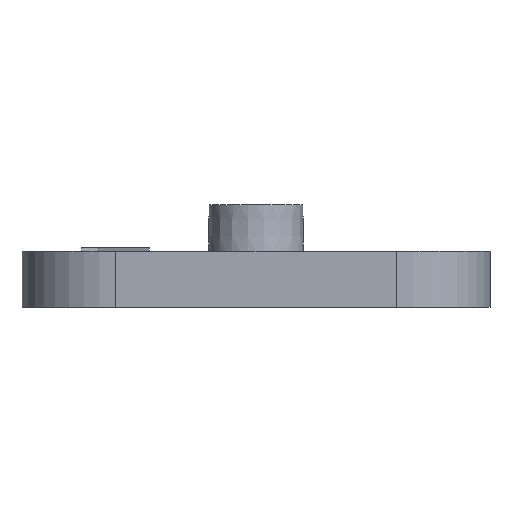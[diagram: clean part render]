
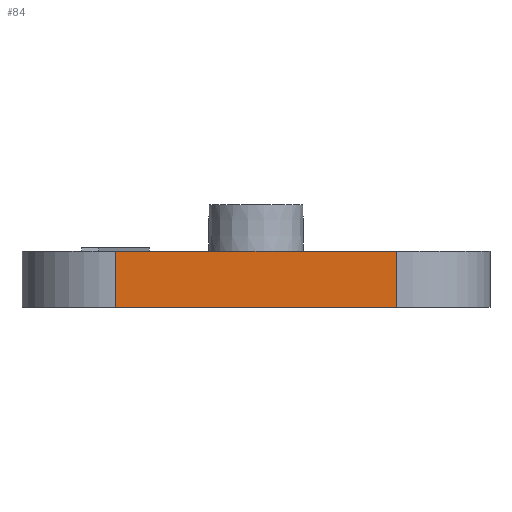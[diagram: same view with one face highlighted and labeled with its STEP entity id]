
A CAD part, left-side view. The second image highlights one B-rep face of the part: STEP entity #84.
In plain terms, the highlighted planar face has unit normal (-1, 0, 0).
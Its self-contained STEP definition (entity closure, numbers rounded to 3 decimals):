
#84 = ADVANCED_FACE( '', ( #164 ), #165, .T. );
#164 = FACE_OUTER_BOUND( '', #297, .T. );
#165 = PLANE( '', #298 );
#297 = EDGE_LOOP( '', ( #516, #517, #518, #519 ) );
#298 = AXIS2_PLACEMENT_3D( '', #520, #521, #522 );
#516 = ORIENTED_EDGE( '', *, *, #948, .F. );
#517 = ORIENTED_EDGE( '', *, *, #951, .F. );
#518 = ORIENTED_EDGE( '', *, *, #896, .T. );
#519 = ORIENTED_EDGE( '', *, *, #950, .T. );
#520 = CARTESIAN_POINT( '', ( -21., -7.5, 77.443 ) );
#521 = DIRECTION( '', ( -1., 0., 0. ) );
#522 = DIRECTION( '', ( 0., 1., 0. ) );
#896 = EDGE_CURVE( '', #1059, #1057, #1060, .T. );
#948 = EDGE_CURVE( '', #1154, #1156, #1157, .T. );
#950 = EDGE_CURVE( '', #1057, #1156, #1159, .T. );
#951 = EDGE_CURVE( '', #1059, #1154, #1160, .T. );
#1057 = VERTEX_POINT( '', #1317 );
#1059 = VERTEX_POINT( '', #1319 );
#1060 = LINE( '', #1320, #1321 );
#1154 = VERTEX_POINT( '', #1457 );
#1156 = VERTEX_POINT( '', #1459 );
#1157 = LINE( '', #1460, #1461 );
#1159 = LINE( '', #1463, #1464 );
#1160 = LINE( '', #1465, #1466 );
#1317 = CARTESIAN_POINT( '', ( -21., 7.5, 3. ) );
#1319 = CARTESIAN_POINT( '', ( -21., -7.5, 3. ) );
#1320 = CARTESIAN_POINT( '', ( -21., 0., 3. ) );
#1321 = VECTOR( '', #1676, 1000. );
#1457 = CARTESIAN_POINT( '', ( -21., -7.5, 0. ) );
#1459 = CARTESIAN_POINT( '', ( -21., 7.5, 0. ) );
#1460 = CARTESIAN_POINT( '', ( -21., 0., 0. ) );
#1461 = VECTOR( '', #1746, 1000. );
#1463 = CARTESIAN_POINT( '', ( -21., 7.5, 77.443 ) );
#1464 = VECTOR( '', #1750, 1000. );
#1465 = CARTESIAN_POINT( '', ( -21., -7.5, 77.443 ) );
#1466 = VECTOR( '', #1751, 1000. );
#1676 = DIRECTION( '', ( 0., 1., 0. ) );
#1746 = DIRECTION( '', ( 0., 1., 0. ) );
#1750 = DIRECTION( '', ( 0., 0., -1. ) );
#1751 = DIRECTION( '', ( 0., 0., -1. ) );
